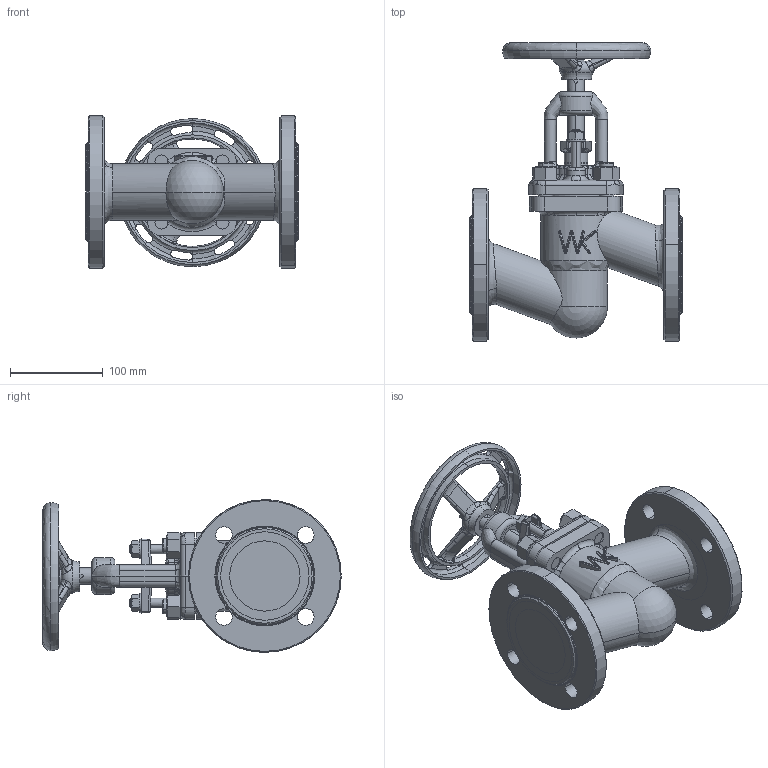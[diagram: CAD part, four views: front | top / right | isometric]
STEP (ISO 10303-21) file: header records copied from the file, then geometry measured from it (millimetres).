
FILE_DESCRIPTION (( 'STEP AP214' ), '1' );
FILE_NAME ('218 DN50.STEP', '2015-06-12T09:35:22', ( '' ), ( '' ), 'SwSTEP 2.0', 'SolidWorks 2015', '' );
FILE_SCHEMA (( 'AUTOMOTIVE_DESIGN' ));
Length unit declared in the file: millimetre
Products named in the file (1): 218 DN50
Bounding box: 230 x 322.5 x 165 mm (x, y, z)
Volume: 2242413.8 mm3; surface area: 263144.8 mm2
Topology: 1 solids, 1 shells, 806 faces, 2077 edges, 1245 vertices
Faces by surface type: cylinder 264, plane 212, bspline 165, cone 73, torus 57, sphere 35
Entity records: 40812 total; most frequent: CARTESIAN_POINT 17795, ORIENTED_EDGE 4096, DIRECTION 3516, EDGE_CURVE 2048, AXIS2_PLACEMENT_3D 1472, VERTEX_POINT 1243, EDGE_LOOP 861, CIRCLE 830
